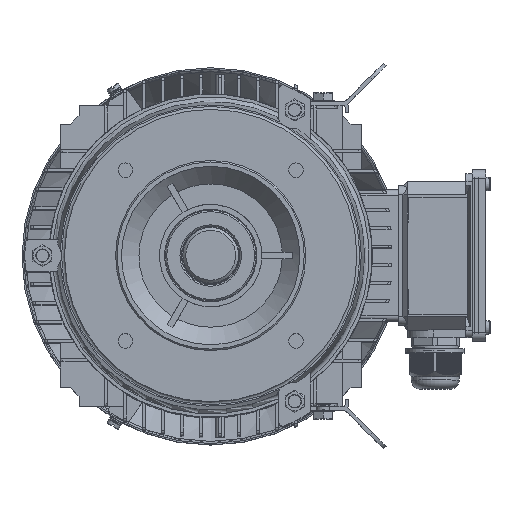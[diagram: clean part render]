
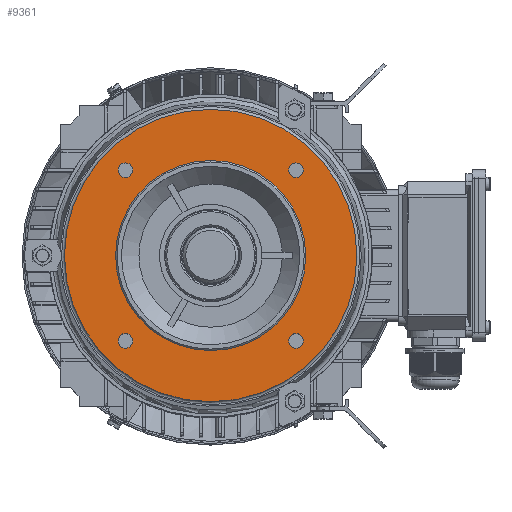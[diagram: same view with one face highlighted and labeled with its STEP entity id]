
A CAD part, top view. The second image highlights one B-rep face of the part: STEP entity #9361.
In plain terms, the highlighted planar face has unit normal (0, 0, 1).
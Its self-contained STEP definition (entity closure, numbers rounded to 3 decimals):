
#3396=FACE_BOUND('',#22482,.T.);
#3397=FACE_BOUND('',#22483,.T.);
#3398=FACE_BOUND('',#22484,.T.);
#3399=FACE_BOUND('',#22485,.T.);
#3400=FACE_BOUND('',#22486,.T.);
#3401=FACE_BOUND('',#22487,.T.);
#9361=ADVANCED_FACE('',(#3396,#3397,#3398,#3399,#3400,#3401),#12607,.F.);
#12607=PLANE('',#99210);
#22482=EDGE_LOOP('',(#46068));
#22483=EDGE_LOOP('',(#46069));
#22484=EDGE_LOOP('',(#46070));
#22485=EDGE_LOOP('',(#46071));
#22486=EDGE_LOOP('',(#46072));
#22487=EDGE_LOOP('',(#46073));
#27206=CIRCLE('',#99204,5.);
#27207=CIRCLE('',#99205,5.);
#27208=CIRCLE('',#99206,65.);
#27209=CIRCLE('',#99207,100.);
#27210=CIRCLE('',#99208,5.);
#27211=CIRCLE('',#99209,5.);
#46068=ORIENTED_EDGE('',*,*,#72710,.F.);
#46069=ORIENTED_EDGE('',*,*,#72711,.F.);
#46070=ORIENTED_EDGE('',*,*,#72712,.F.);
#46071=ORIENTED_EDGE('',*,*,#72713,.T.);
#46072=ORIENTED_EDGE('',*,*,#72714,.F.);
#46073=ORIENTED_EDGE('',*,*,#72715,.F.);
#60693=VERTEX_POINT('',#152517);
#60694=VERTEX_POINT('',#152519);
#60695=VERTEX_POINT('',#152521);
#60696=VERTEX_POINT('',#152523);
#60697=VERTEX_POINT('',#152525);
#60698=VERTEX_POINT('',#152527);
#72710=EDGE_CURVE('',#60693,#60693,#27206,.T.);
#72711=EDGE_CURVE('',#60694,#60694,#27207,.T.);
#72712=EDGE_CURVE('',#60695,#60695,#27208,.T.);
#72713=EDGE_CURVE('',#60696,#60696,#27209,.T.);
#72714=EDGE_CURVE('',#60697,#60697,#27210,.T.);
#72715=EDGE_CURVE('',#60698,#60698,#27211,.T.);
#99204=AXIS2_PLACEMENT_3D('',#152516,#119400,#119401);
#99205=AXIS2_PLACEMENT_3D('',#152518,#119402,#119403);
#99206=AXIS2_PLACEMENT_3D('',#152520,#119404,#119405);
#99207=AXIS2_PLACEMENT_3D('',#152522,#119406,#119407);
#99208=AXIS2_PLACEMENT_3D('',#152524,#119408,#119409);
#99209=AXIS2_PLACEMENT_3D('',#152526,#119410,#119411);
#99210=AXIS2_PLACEMENT_3D('',#152528,#119412,#119413);
#119400=DIRECTION('',(0.,0.,1.));
#119401=DIRECTION('',(0.,1.,0.));
#119402=DIRECTION('',(0.,0.,1.));
#119403=DIRECTION('',(0.,1.,0.));
#119404=DIRECTION('',(0.,0.,1.));
#119405=DIRECTION('',(0.,-1.,0.));
#119406=DIRECTION('',(0.,0.,1.));
#119407=DIRECTION('',(0.,-1.,0.));
#119408=DIRECTION('',(0.,0.,1.));
#119409=DIRECTION('',(0.,1.,0.));
#119410=DIRECTION('',(0.,0.,1.));
#119411=DIRECTION('',(0.,1.,0.));
#119412=DIRECTION('',(0.,0.,-1.));
#119413=DIRECTION('',(0.,1.,0.));
#152516=CARTESIAN_POINT('',(58.336,58.336,284.));
#152517=CARTESIAN_POINT('',(58.336,63.336,284.));
#152518=CARTESIAN_POINT('',(58.336,-58.336,284.));
#152519=CARTESIAN_POINT('',(58.336,-53.336,284.));
#152520=CARTESIAN_POINT('',(0.,0.,284.));
#152521=CARTESIAN_POINT('',(0.,-65.,284.));
#152522=CARTESIAN_POINT('',(0.,0.,284.));
#152523=CARTESIAN_POINT('',(0.,-100.,284.));
#152524=CARTESIAN_POINT('',(-58.336,-58.336,284.));
#152525=CARTESIAN_POINT('',(-58.336,-53.336,284.));
#152526=CARTESIAN_POINT('',(-58.336,58.336,284.));
#152527=CARTESIAN_POINT('',(-58.336,63.336,284.));
#152528=CARTESIAN_POINT('',(100.,0.,284.));
